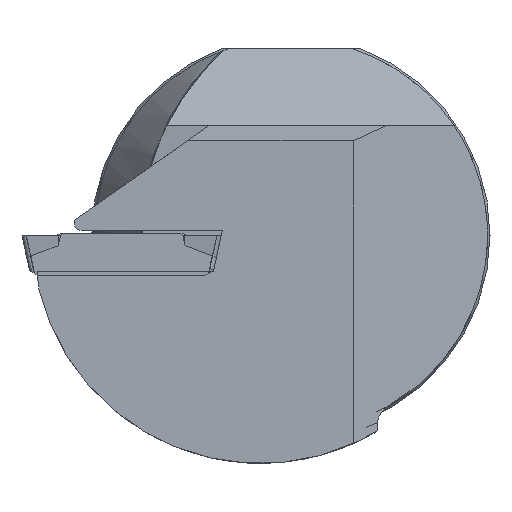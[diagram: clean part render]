
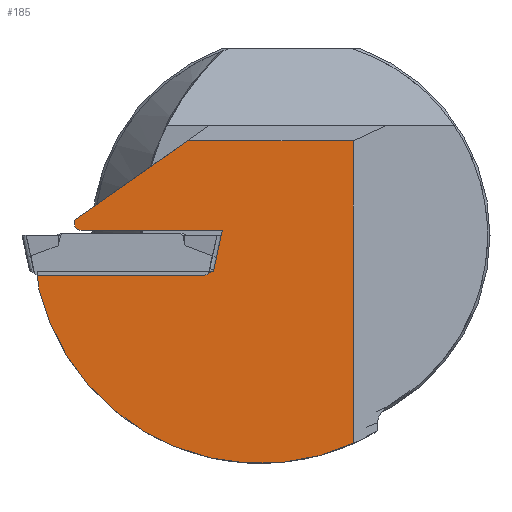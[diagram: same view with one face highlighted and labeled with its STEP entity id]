
A CAD part, left-side view. The second image highlights one B-rep face of the part: STEP entity #185.
In plain terms, the highlighted planar face has unit normal (-1, 0, 0).
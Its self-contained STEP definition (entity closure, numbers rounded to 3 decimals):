
#185=ADVANCED_FACE('',(#312),#270,.T.);
#270=PLANE('',#1607);
#312=FACE_OUTER_BOUND('',#396,.T.);
#396=EDGE_LOOP('',(#755,#756,#757,#758,#759,#760,#761,#762,#763));
#484=LINE('',#2028,#614);
#485=LINE('',#2031,#615);
#486=LINE('',#2035,#616);
#487=LINE('',#2037,#617);
#488=LINE('',#2039,#618);
#489=LINE('',#2043,#619);
#490=LINE('',#2045,#620);
#614=VECTOR('',#1705,1.);
#615=VECTOR('',#1706,1.);
#616=VECTOR('',#1709,1.);
#617=VECTOR('',#1710,1.);
#618=VECTOR('',#1711,1.);
#619=VECTOR('',#1714,1.);
#620=VECTOR('',#1715,1.);
#755=ORIENTED_EDGE('',*,*,#1359,.T.);
#756=ORIENTED_EDGE('',*,*,#1360,.T.);
#757=ORIENTED_EDGE('',*,*,#1361,.T.);
#758=ORIENTED_EDGE('',*,*,#1362,.F.);
#759=ORIENTED_EDGE('',*,*,#1363,.T.);
#760=ORIENTED_EDGE('',*,*,#1364,.T.);
#761=ORIENTED_EDGE('',*,*,#1365,.T.);
#762=ORIENTED_EDGE('',*,*,#1366,.T.);
#763=ORIENTED_EDGE('',*,*,#1367,.T.);
#1211=VERTEX_POINT('',#2029);
#1212=VERTEX_POINT('',#2030);
#1213=VERTEX_POINT('',#2032);
#1214=VERTEX_POINT('',#2034);
#1215=VERTEX_POINT('',#2036);
#1216=VERTEX_POINT('',#2038);
#1217=VERTEX_POINT('',#2040);
#1218=VERTEX_POINT('',#2042);
#1219=VERTEX_POINT('',#2044);
#1359=EDGE_CURVE('',#1211,#1212,#484,.T.);
#1360=EDGE_CURVE('',#1212,#1213,#485,.T.);
#1361=EDGE_CURVE('',#1213,#1214,#1584,.T.);
#1362=EDGE_CURVE('',#1215,#1214,#486,.T.);
#1363=EDGE_CURVE('',#1215,#1216,#487,.T.);
#1364=EDGE_CURVE('',#1216,#1217,#488,.T.);
#1365=EDGE_CURVE('',#1217,#1218,#1585,.T.);
#1366=EDGE_CURVE('',#1218,#1219,#489,.T.);
#1367=EDGE_CURVE('',#1219,#1211,#490,.T.);
#1584=CIRCLE('',#1605,22.9);
#1585=CIRCLE('',#1606,0.7);
#1605=AXIS2_PLACEMENT_3D('',#2033,#1707,#1708);
#1606=AXIS2_PLACEMENT_3D('',#2041,#1712,#1713);
#1607=AXIS2_PLACEMENT_3D('',#2046,#1716,#1717);
#1705=DIRECTION('',(0.,1.,0.));
#1706=DIRECTION('',(0.,-0.087,-0.996));
#1707=DIRECTION('',(-1.,0.,0.));
#1708=DIRECTION('',(0.,0.,1.));
#1709=DIRECTION('',(0.,0.,-1.));
#1710=DIRECTION('',(0.,1.,0.));
#1711=DIRECTION('',(0.,0.819,-0.574));
#1712=DIRECTION('',(-1.,0.,0.));
#1713=DIRECTION('',(0.,0.,1.));
#1714=DIRECTION('',(0.,-1.,0.));
#1715=DIRECTION('',(0.,0.208,-0.978));
#1716=DIRECTION('',(-1.,0.,0.));
#1717=DIRECTION('',(0.,0.,1.));
#2028=CARTESIAN_POINT('',(0.275,0.,-3.637));
#2029=CARTESIAN_POINT('',(0.275,7.773,-3.637));
#2030=CARTESIAN_POINT('',(0.275,25.476,-3.637));
#2031=CARTESIAN_POINT('',(0.275,25.598,-2.24));
#2032=CARTESIAN_POINT('',(0.275,25.332,-5.285));
#2033=CARTESIAN_POINT('',(0.275,3.05,0.));
#2034=CARTESIAN_POINT('',(0.275,-6.275,-20.915));
#2035=CARTESIAN_POINT('',(0.275,-6.275,0.));
#2036=CARTESIAN_POINT('',(0.275,-6.275,9.496));
#2037=CARTESIAN_POINT('',(0.275,-420.096,9.496));
#2038=CARTESIAN_POINT('',(0.275,10.373,9.496));
#2039=CARTESIAN_POINT('',(0.275,7.874,11.246));
#2040=CARTESIAN_POINT('',(0.275,21.651,1.599));
#2041=CARTESIAN_POINT('',(0.275,21.066,1.216));
#2042=CARTESIAN_POINT('',(0.275,21.066,0.516));
#2043=CARTESIAN_POINT('',(0.275,0.,0.516));
#2044=CARTESIAN_POINT('',(0.275,6.89,0.516));
#2045=CARTESIAN_POINT('',(0.275,6.697,1.424));
#2046=CARTESIAN_POINT('',(0.275,0.,0.));
